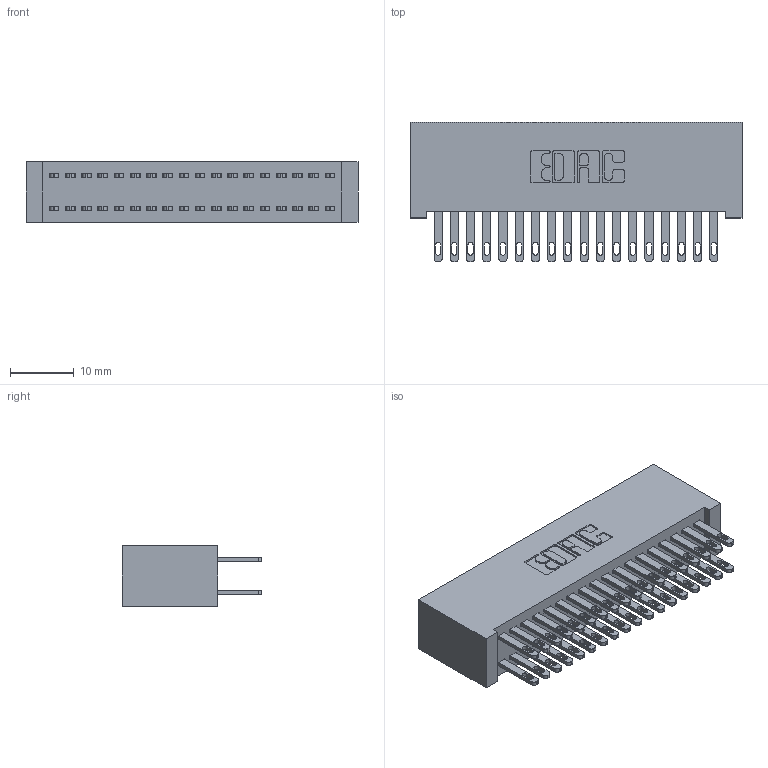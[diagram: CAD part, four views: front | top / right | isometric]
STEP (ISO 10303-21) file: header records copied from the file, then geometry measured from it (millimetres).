
FILE_DESCRIPTION (( 'STEP AP203' ), '1' );
FILE_NAME ('342-036-500-201.STEP', '2019-10-02T13:04:24', ( '' ), ( '' ), 'SwSTEP 2.0', 'SolidWorks 2016', '' );
FILE_SCHEMA (( 'CONFIG_CONTROL_DESIGN' ));
Length unit declared in the file: inch
Products named in the file (3): 342 Part_Lugless; 345-292-001_345-293-100; 342-036-500-201
Assembly tree (37 placements, depth 2):
  342-036-500-201
    342 Part_Lugless
    345-292-001_345-293-100  x36
Bounding box: 51.97 x 21.85 x 9.4 mm (x, y, z)
Volume: 5105.3 mm3; surface area: 8509.6 mm2
Topology: 37 solids, 37 shells, 1830 faces, 5567 edges, 3710 vertices
Faces by surface type: plane 1142, cylinder 688
Entity records: 14205 total; most frequent: CARTESIAN_POINT 2378, ORIENTED_EDGE 2314, DIRECTION 2069, EDGE_CURVE 1157, VECTOR 1033, LINE 1033, VERTEX_POINT 770, AXIS2_PLACEMENT_3D 518
